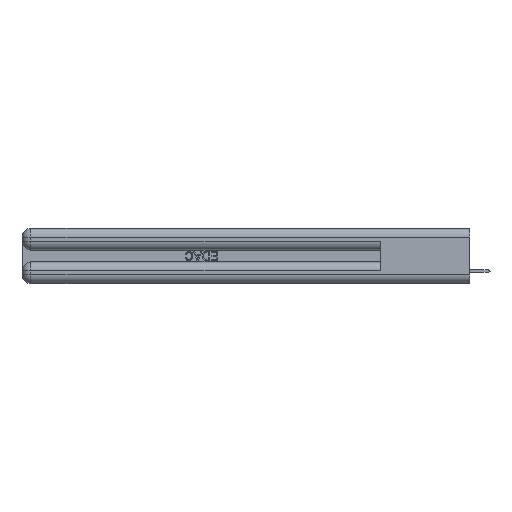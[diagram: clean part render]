
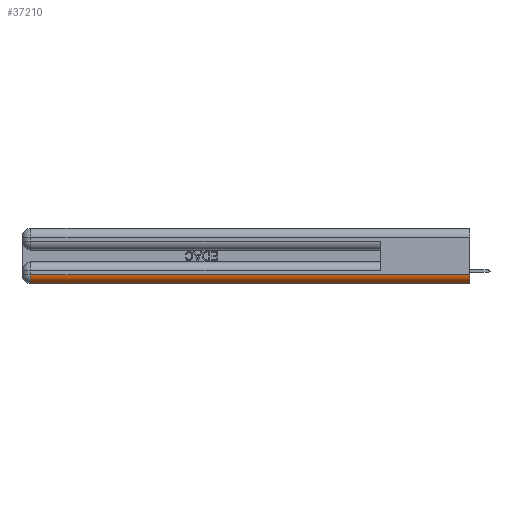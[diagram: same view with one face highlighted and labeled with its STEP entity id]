
A CAD part, left-side view. The second image highlights one B-rep face of the part: STEP entity #37210.
In plain terms, the highlighted cylindrical face has radius 1.524 mm (diameter 3.048 mm), a partial arc.
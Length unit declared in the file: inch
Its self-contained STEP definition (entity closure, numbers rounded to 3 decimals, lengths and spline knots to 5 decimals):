
#882 = EDGE_CURVE ( 'NONE', #37215, #1588, #21294, .T. ) ;
#1554 = DIRECTION ( 'NONE',  ( 0., -1., 0. ) ) ;
#1588 = VERTEX_POINT ( 'NONE', #32656 ) ;
#2487 = ORIENTED_EDGE ( 'NONE', *, *, #31190, .F. ) ;
#2622 = CARTESIAN_POINT ( 'NONE',  ( 0.06, 2.94, 0.06 ) ) ;
#3984 = DIRECTION ( 'NONE',  ( 0., 0., 1. ) ) ;
#4415 = CARTESIAN_POINT ( 'NONE',  ( 0.06, 0., 0.06 ) ) ;
#4648 = CIRCLE ( 'NONE', #10821, 0.06 ) ;
#4968 = CARTESIAN_POINT ( 'NONE',  ( 0.06, 3., 0. ) ) ;
#6586 = VERTEX_POINT ( 'NONE', #13875 ) ;
#8632 = DIRECTION ( 'NONE',  ( 0., 0., 1. ) ) ;
#9123 = VERTEX_POINT ( 'NONE', #18049 ) ;
#10821 = AXIS2_PLACEMENT_3D ( 'NONE', #2622, #29253, #8632 ) ;
#10842 = FACE_OUTER_BOUND ( 'NONE', #23666, .T. ) ;
#13516 = CARTESIAN_POINT ( 'NONE',  ( 0.06, 0., 0.06 ) ) ;
#13681 = CIRCLE ( 'NONE', #17107, 0.06 ) ;
#13875 = CARTESIAN_POINT ( 'NONE',  ( 0., 0., 0.06 ) ) ;
#14608 = LINE ( 'NONE', #24312, #31164 ) ;
#17107 = AXIS2_PLACEMENT_3D ( 'NONE', #13516, #36696, #37551 ) ;
#18049 = CARTESIAN_POINT ( 'NONE',  ( 0., 2.94, 0.06 ) ) ;
#20144 = ORIENTED_EDGE ( 'NONE', *, *, #39843, .F. ) ;
#21075 = AXIS2_PLACEMENT_3D ( 'NONE', #4415, #33204, #3984 ) ;
#21294 = LINE ( 'NONE', #4968, #41175 ) ;
#23666 = EDGE_LOOP ( 'NONE', ( #20144, #2487, #23743, #35761 ) ) ;
#23743 = ORIENTED_EDGE ( 'NONE', *, *, #37962, .F. ) ;
#24312 = CARTESIAN_POINT ( 'NONE',  ( 0., 0., 0.06 ) ) ;
#26553 = CYLINDRICAL_SURFACE ( 'NONE', #21075, 0.06 ) ;
#26768 = CARTESIAN_POINT ( 'NONE',  ( 0.06, 0., 0. ) ) ;
#29253 = DIRECTION ( 'NONE',  ( 0., 1., 0. ) ) ;
#31164 = VECTOR ( 'NONE', #1554, 39.37008 ) ;
#31190 = EDGE_CURVE ( 'NONE', #9123, #6586, #14608, .T. ) ;
#32656 = CARTESIAN_POINT ( 'NONE',  ( 0.06, 2.94, 0. ) ) ;
#33204 = DIRECTION ( 'NONE',  ( 0., 1., 0. ) ) ;
#34190 = DIRECTION ( 'NONE',  ( 0., 1., 0. ) ) ;
#35761 = ORIENTED_EDGE ( 'NONE', *, *, #882, .F. ) ;
#36696 = DIRECTION ( 'NONE',  ( 0., -1., 0. ) ) ;
#37210 = ADVANCED_FACE ( 'NONE', ( #10842 ), #26553, .T. ) ;
#37215 = VERTEX_POINT ( 'NONE', #26768 ) ;
#37551 = DIRECTION ( 'NONE',  ( 0., 0., 1. ) ) ;
#37962 = EDGE_CURVE ( 'NONE', #1588, #9123, #4648, .T. ) ;
#39843 = EDGE_CURVE ( 'NONE', #6586, #37215, #13681, .T. ) ;
#41175 = VECTOR ( 'NONE', #34190, 39.37008 ) ;
